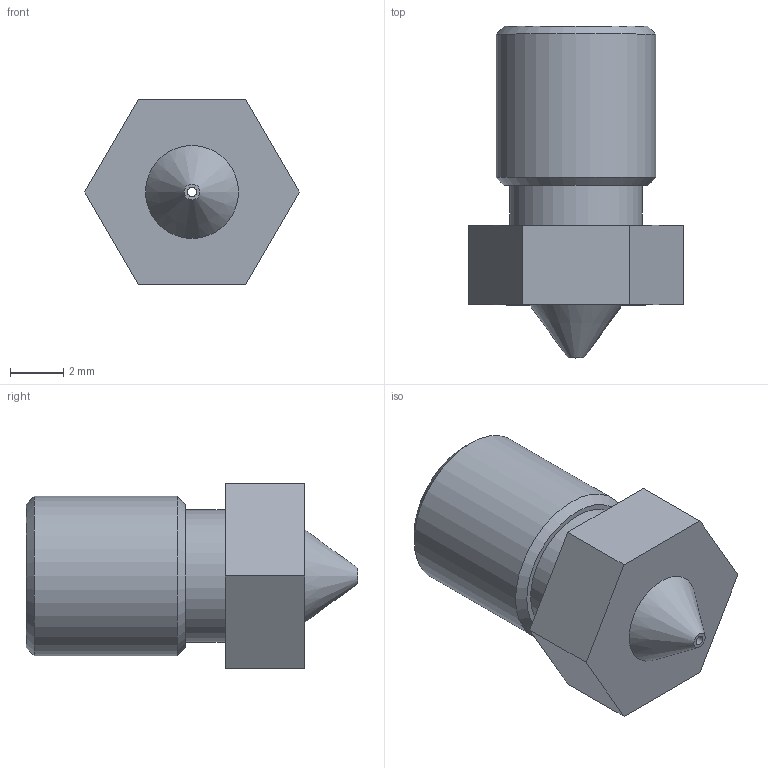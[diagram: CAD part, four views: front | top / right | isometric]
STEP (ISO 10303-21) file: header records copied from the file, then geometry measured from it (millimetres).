
FILE_DESCRIPTION(/* description */ (''),/* implementation_level */ '2;1');
FILE_NAME(/* name */ 'HE1.75-NOZ.4-V2 .stp',/* time_stamp */ '2017-11-30T09:46:40+01:00',/* author */ ('jange'),/* organization */ (''),/* preprocessor_version */ 'ST-DEVELOPER v17',/* originating_system */ 'Autodesk Inventor 2018',/* authorisation */ '');
FILE_SCHEMA (('AUTOMOTIVE_DESIGN { 1 0 10303 214 3 1 1 }'));
Length unit declared in the file: millimetre
Products named in the file (1): K8600-NOZZLE-0.4
Bounding box: 8.08 x 12.5 x 7 mm (x, y, z)
Volume: 296.7 mm3; surface area: 381.9 mm2
Topology: 1 solids, 1 shells, 22 faces, 57 edges, 40 vertices
Faces by surface type: plane 11, cone 6, cylinder 5
Full cylindrical faces by diameter (mm): 0.35 x1, 1.5 x1, 1.998 x1, 5 x1, 6 x1
Entity records: 740 total; most frequent: DIRECTION 131, CARTESIAN_POINT 120, ORIENTED_EDGE 114, EDGE_CURVE 57, AXIS2_PLACEMENT_3D 51, VERTEX_POINT 40, LINE 29, VECTOR 29
